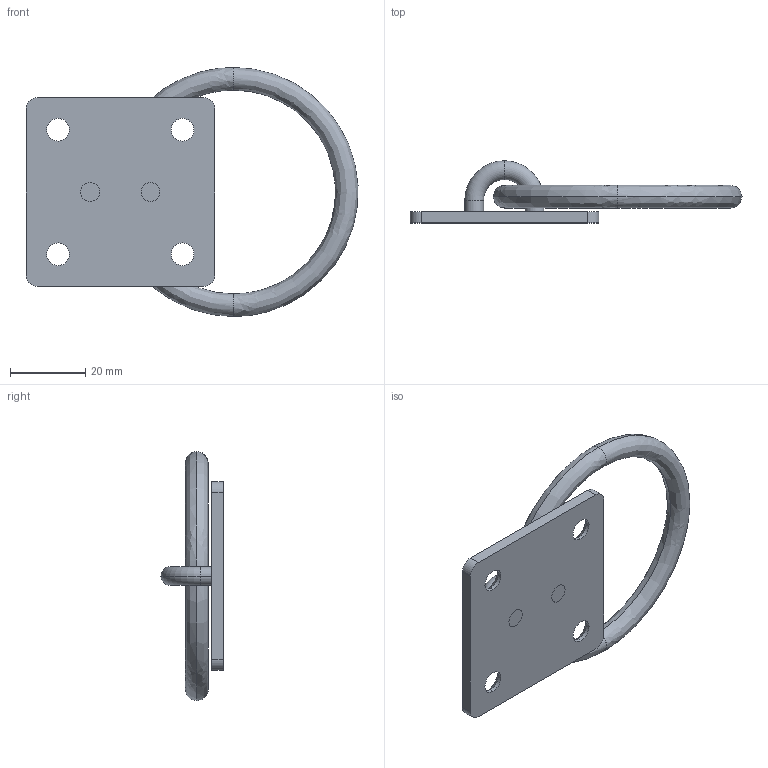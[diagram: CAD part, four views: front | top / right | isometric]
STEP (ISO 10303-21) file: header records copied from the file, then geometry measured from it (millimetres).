
FILE_DESCRIPTION (( 'STEP AP203' ), '1' );
FILE_NAME ('T64900.STEP', '2018-08-21T15:12:45', ( '' ), ( '' ), 'SwSTEP 2.0', 'SolidWorks 2016', '' );
FILE_SCHEMA (( 'CONFIG_CONTROL_DESIGN' ));
Length unit declared in the file: millimetre
Products named in the file (4): TH2860; TH2798_ASSY; T64900; TH2797
Assembly tree (3 placements, depth 2):
  T64900
    TH2860
    TH2797
    TH2798_ASSY
Bounding box: 87.96 x 16.5 x 66 mm (x, y, z)
Volume: 13011.9 mm3; surface area: 9733.7 mm2
Topology: 3 solids, 3 shells, 42 faces, 92 edges, 56 vertices
Faces by surface type: cylinder 16, plane 10, cone 8, torus 4, bspline 4
Entity records: 2646 total; most frequent: CARTESIAN_POINT 1276, DIRECTION 228, ORIENTED_EDGE 184, AXIS2_PLACEMENT_3D 96, EDGE_CURVE 92, VERTEX_POINT 56, CIRCLE 52, EDGE_LOOP 50
